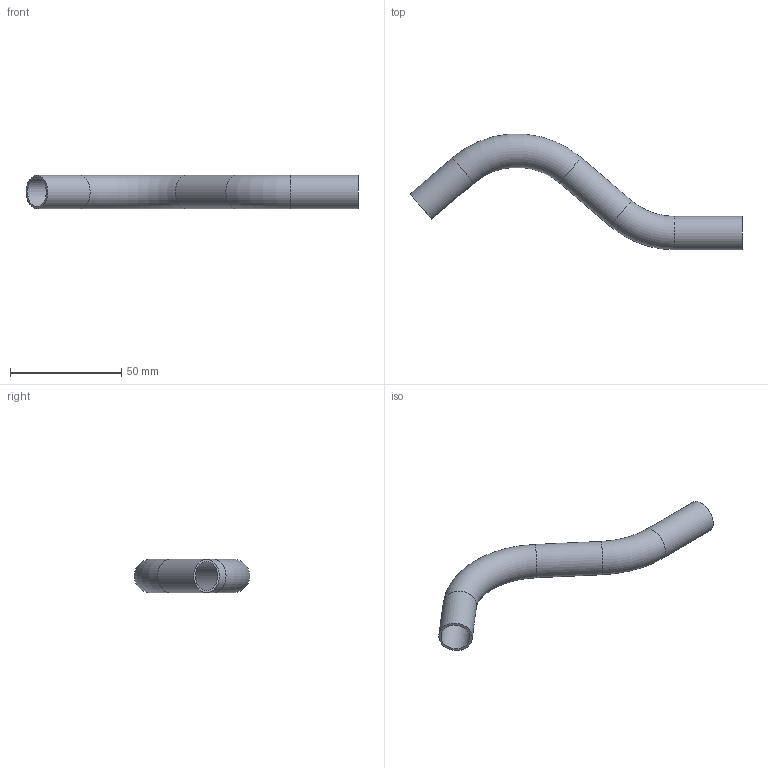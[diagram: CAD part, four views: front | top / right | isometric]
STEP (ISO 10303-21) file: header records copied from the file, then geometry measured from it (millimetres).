
FILE_DESCRIPTION(/* description */ ('"S" DI SCAVALCAMENTO Ø15 (De12)'),/* implementation_level */ '2;1');
FILE_NAME(/* name */ '179015000_Inoxpres.stp',/* time_stamp */ '2022-10-13T10:50:11+02:00',/* author */ ('Vault'),/* organization */ ('Raccorderie metalliche s.p.a. '),/* preprocessor_version */ 'ST-DEVELOPER v18.1',/* originating_system */ 'Autodesk Inventor 2020',/* authorisation */ 'Raccorderie metalliche s.p.a. ');
FILE_SCHEMA (('AUTOMOTIVE_DESIGN { 1 0 10303 214 3 1 1 }'));
Length unit declared in the file: millimetre
Products named in the file (1): 179015000_Inoxpres
Bounding box: 148.9 x 51.86 x 15 mm (x, y, z)
Volume: 7190.7 mm3; surface area: 14469.4 mm2
Topology: 1 solids, 1 shells, 12 faces, 26 edges, 16 vertices
Faces by surface type: cylinder 6, torus 4, plane 2
Full cylindrical faces by diameter (mm): 13 x3, 15 x3
Entity records: 383 total; most frequent: DIRECTION 72, CARTESIAN_POINT 55, ORIENTED_EDGE 52, AXIS2_PLACEMENT_3D 33, EDGE_CURVE 26, CIRCLE 20, VERTEX_POINT 16, EDGE_LOOP 14
